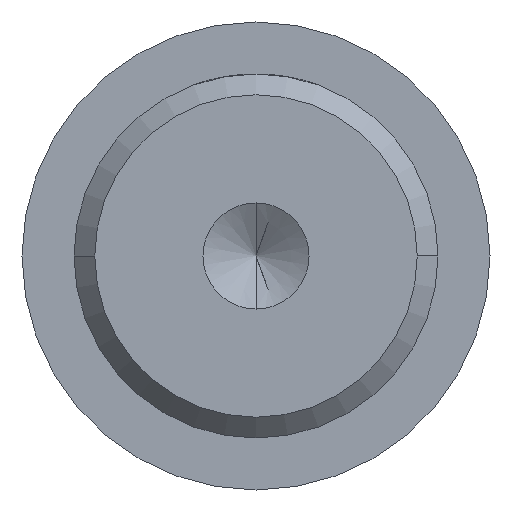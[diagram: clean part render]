
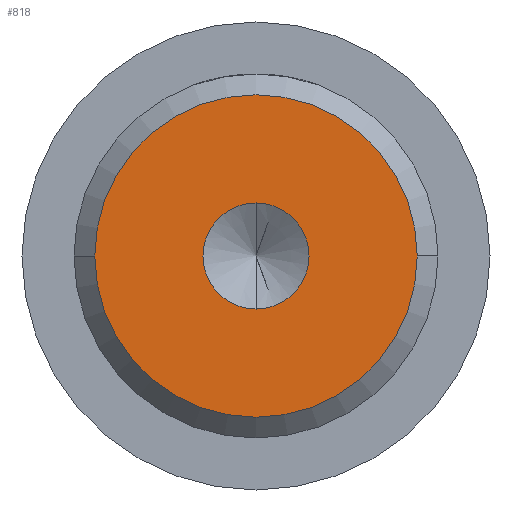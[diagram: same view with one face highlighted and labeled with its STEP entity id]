
A CAD part, left-side view. The second image highlights one B-rep face of the part: STEP entity #818.
In plain terms, the highlighted planar face has unit normal (-1, 0, 0).
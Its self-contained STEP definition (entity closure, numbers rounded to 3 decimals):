
#9 = CARTESIAN_POINT ( 'NONE',  ( -490., 0., 0. ) ) ;
#84 = DIRECTION ( 'NONE',  ( 0., -1., 0. ) ) ;
#87 = ORIENTED_EDGE ( 'NONE', *, *, #143, .F. ) ;
#105 = CARTESIAN_POINT ( 'NONE',  ( -490., 0., 0. ) ) ;
#116 = DIRECTION ( 'NONE',  ( -1., 0., 0. ) ) ;
#125 = ORIENTED_EDGE ( 'NONE', *, *, #866, .T. ) ;
#131 = AXIS2_PLACEMENT_3D ( 'NONE', #9, #704, #298 ) ;
#135 = EDGE_CURVE ( 'NONE', #810, #192, #861, .T. ) ;
#136 = AXIS2_PLACEMENT_3D ( 'NONE', #717, #709, #84 ) ;
#143 = EDGE_CURVE ( 'NONE', #192, #810, #603, .T. ) ;
#146 = ORIENTED_EDGE ( 'NONE', *, *, #135, .F. ) ;
#192 = VERTEX_POINT ( 'NONE', #441 ) ;
#220 = EDGE_LOOP ( 'NONE', ( #826, #125 ) ) ;
#228 = CIRCLE ( 'NONE', #515, 15.5 ) ;
#282 = AXIS2_PLACEMENT_3D ( 'NONE', #508, #778, #511 ) ;
#298 = DIRECTION ( 'NONE',  ( 0., 0., 1. ) ) ;
#375 = CARTESIAN_POINT ( 'NONE',  ( -490., 0., 0. ) ) ;
#407 = CARTESIAN_POINT ( 'NONE',  ( -490., -15.5, 0. ) ) ;
#414 = FACE_OUTER_BOUND ( 'NONE', #220, .T. ) ;
#424 = DIRECTION ( 'NONE',  ( -1., 0., 0. ) ) ;
#441 = CARTESIAN_POINT ( 'NONE',  ( -490., 0., 5.1 ) ) ;
#451 = VERTEX_POINT ( 'NONE', #672 ) ;
#483 = DIRECTION ( 'NONE',  ( 0., -1., 0. ) ) ;
#505 = CARTESIAN_POINT ( 'NONE',  ( -490., 0., -5.1 ) ) ;
#508 = CARTESIAN_POINT ( 'NONE',  ( -490., 0., 0. ) ) ;
#511 = DIRECTION ( 'NONE',  ( 0., 0., 1. ) ) ;
#515 = AXIS2_PLACEMENT_3D ( 'NONE', #105, #116, #729 ) ;
#541 = EDGE_CURVE ( 'NONE', #451, #671, #228, .T. ) ;
#603 = CIRCLE ( 'NONE', #282, 5.1 ) ;
#621 = EDGE_LOOP ( 'NONE', ( #87, #146 ) ) ;
#671 = VERTEX_POINT ( 'NONE', #407 ) ;
#672 = CARTESIAN_POINT ( 'NONE',  ( -490., 15.5, 0. ) ) ;
#704 = DIRECTION ( 'NONE',  ( -1., 0., 0. ) ) ;
#709 = DIRECTION ( 'NONE',  ( -1., 0., 0. ) ) ;
#717 = CARTESIAN_POINT ( 'NONE',  ( -490., 0., 0. ) ) ;
#729 = DIRECTION ( 'NONE',  ( 0., -1., 0. ) ) ;
#731 = FACE_BOUND ( 'NONE', #621, .T. ) ;
#732 = AXIS2_PLACEMENT_3D ( 'NONE', #375, #424, #483 ) ;
#778 = DIRECTION ( 'NONE',  ( -1., 0., 0. ) ) ;
#782 = PLANE ( 'NONE',  #136 ) ;
#790 = CIRCLE ( 'NONE', #732, 15.5 ) ;
#810 = VERTEX_POINT ( 'NONE', #505 ) ;
#818 = ADVANCED_FACE ( 'NONE', ( #731, #414 ), #782, .T. ) ;
#826 = ORIENTED_EDGE ( 'NONE', *, *, #541, .T. ) ;
#861 = CIRCLE ( 'NONE', #131, 5.1 ) ;
#866 = EDGE_CURVE ( 'NONE', #671, #451, #790, .T. ) ;
